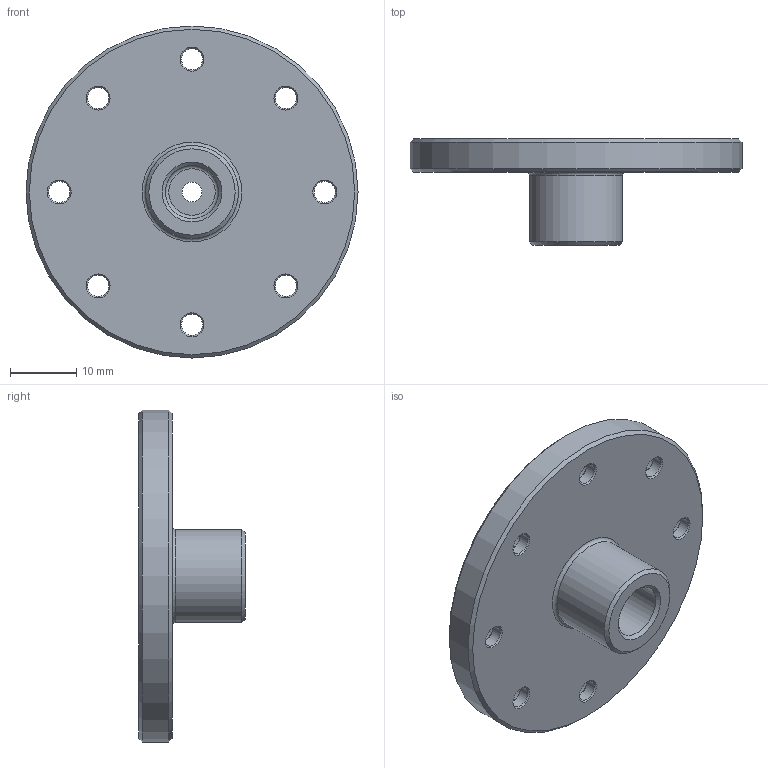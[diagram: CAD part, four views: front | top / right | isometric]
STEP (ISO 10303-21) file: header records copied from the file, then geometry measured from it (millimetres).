
FILE_DESCRIPTION(/* description */ (''),/* implementation_level */ '2;1');
FILE_NAME(/* name */ 'TWR.2A.4.02.01.003_pyro_charge_closing.stp',/* time_stamp */ '2023-04-17T03:22:35+02:00',/* author */ (''),/* organization */ (''),/* preprocessor_version */ 'ST-DEVELOPER v18.101',/* originating_system */ 'SIEMENS PLM Software NX 2011',/* authorisation */ '');
FILE_SCHEMA (('AUTOMOTIVE_DESIGN { 1 0 10303 214 3 1 1 1 }'));
Length unit declared in the file: millimetre
Products named in the file (1): pyro_charge_big
Bounding box: 50 x 16 x 50 mm (x, y, z)
Volume: 9994.7 mm3; surface area: 5852.3 mm2
Topology: 1 solids, 1 shells, 62 faces, 136 edges, 86 vertices
Faces by surface type: cylinder 20, cone 20, plane 12, torus 10
Full cylindrical faces by diameter (mm): 3 x1, 3.2 x8, 6.5 x8, 8 x1, 14 x1, 50 x1
Entity records: 1384 total; most frequent: DIRECTION 266, CARTESIAN_POINT 203, FACE_BOUND 140, EDGE_LOOP 140, ORIENTED_EDGE 140, AXIS2_PLACEMENT_3D 133, VERTEX_POINT 70, EDGE_CURVE 70
